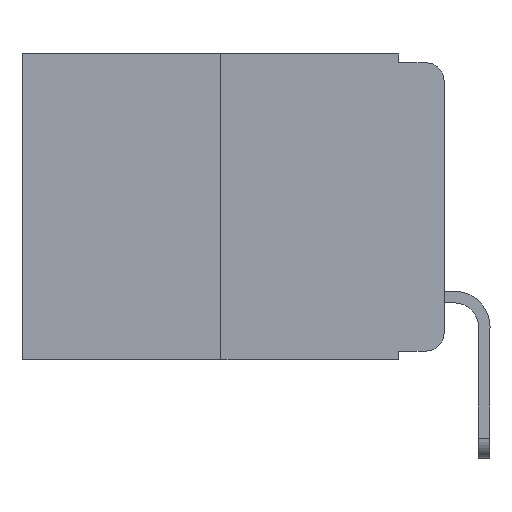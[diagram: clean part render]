
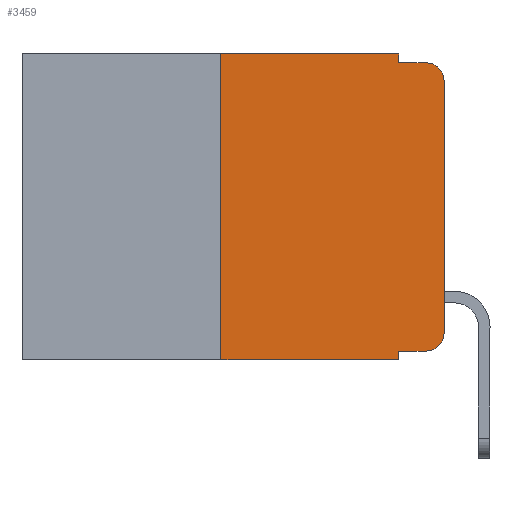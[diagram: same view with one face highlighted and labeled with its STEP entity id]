
A CAD part, left-side view. The second image highlights one B-rep face of the part: STEP entity #3459.
In plain terms, the highlighted planar face has unit normal (-1, 0, 0).
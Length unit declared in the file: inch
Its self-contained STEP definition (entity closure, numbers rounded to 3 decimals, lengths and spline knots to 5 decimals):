
#215 = VERTEX_POINT ( 'NONE', #11137 ) ;
#262 = VERTEX_POINT ( 'NONE', #9294 ) ;
#337 = DIRECTION ( 'NONE',  ( 0., -1., 0. ) ) ;
#542 = CARTESIAN_POINT ( 'NONE',  ( 0., 0., -0.03 ) ) ;
#605 = CARTESIAN_POINT ( 'NONE',  ( 0., 0.051, -0.01 ) ) ;
#1080 = VECTOR ( 'NONE', #8734, 39.37008 ) ;
#1396 = AXIS2_PLACEMENT_3D ( 'NONE', #17374, #6628, #19008 ) ;
#1522 = DIRECTION ( 'NONE',  ( 1., 0., 0. ) ) ;
#1653 = LINE ( 'NONE', #14383, #20432 ) ;
#1665 = LINE ( 'NONE', #1917, #20441 ) ;
#1731 = VERTEX_POINT ( 'NONE', #18815 ) ;
#1908 = ORIENTED_EDGE ( 'NONE', *, *, #19482, .T. ) ;
#1917 = CARTESIAN_POINT ( 'NONE',  ( 0., 0.051, -0.333 ) ) ;
#2193 = EDGE_LOOP ( 'NONE', ( #9426, #6821, #14923, #7250, #21987, #3577, #1908, #22796, #7050, #14577 ) ) ;
#3459 = ADVANCED_FACE ( 'NONE', ( #10467 ), #12977, .F. ) ;
#3577 = ORIENTED_EDGE ( 'NONE', *, *, #9580, .F. ) ;
#3914 = CARTESIAN_POINT ( 'NONE',  ( 0., 0.25, 0. ) ) ;
#3958 = CARTESIAN_POINT ( 'NONE',  ( 0., 0.051, -0.343 ) ) ;
#4170 = CARTESIAN_POINT ( 'NONE',  ( 0., 0.473, 0. ) ) ;
#5113 = VERTEX_POINT ( 'NONE', #19835 ) ;
#5554 = VERTEX_POINT ( 'NONE', #18461 ) ;
#6057 = DIRECTION ( 'NONE',  ( 0., -1., 0. ) ) ;
#6621 = LINE ( 'NONE', #15783, #1080 ) ;
#6628 = DIRECTION ( 'NONE',  ( -1., 0., 0. ) ) ;
#6821 = ORIENTED_EDGE ( 'NONE', *, *, #15964, .T. ) ;
#7050 = ORIENTED_EDGE ( 'NONE', *, *, #15759, .T. ) ;
#7229 = CARTESIAN_POINT ( 'NONE',  ( 0., 0.051, 0. ) ) ;
#7246 = VECTOR ( 'NONE', #12265, 39.37008 ) ;
#7250 = ORIENTED_EDGE ( 'NONE', *, *, #9707, .F. ) ;
#7316 = CARTESIAN_POINT ( 'NONE',  ( 0., 0.051, 0. ) ) ;
#7695 = DIRECTION ( 'NONE',  ( -1., 0., 0. ) ) ;
#7760 = VERTEX_POINT ( 'NONE', #3958 ) ;
#8734 = DIRECTION ( 'NONE',  ( 0., 0., 1. ) ) ;
#9139 = DIRECTION ( 'NONE',  ( 0., 0., -1. ) ) ;
#9211 = EDGE_CURVE ( 'NONE', #21004, #13626, #21984, .T. ) ;
#9294 = CARTESIAN_POINT ( 'NONE',  ( 0., 0.02, -0.333 ) ) ;
#9426 = ORIENTED_EDGE ( 'NONE', *, *, #15898, .T. ) ;
#9576 = EDGE_CURVE ( 'NONE', #12763, #5113, #16695, .T. ) ;
#9580 = EDGE_CURVE ( 'NONE', #5554, #21004, #6621, .T. ) ;
#9707 = EDGE_CURVE ( 'NONE', #13626, #12763, #17545, .T. ) ;
#10054 = CARTESIAN_POINT ( 'NONE',  ( 0., 0., 0. ) ) ;
#10467 = FACE_OUTER_BOUND ( 'NONE', #2193, .T. ) ;
#10984 = EDGE_CURVE ( 'NONE', #215, #7760, #1653, .T. ) ;
#11120 = EDGE_CURVE ( 'NONE', #262, #1731, #13833, .T. ) ;
#11137 = CARTESIAN_POINT ( 'NONE',  ( 0., 0.051, -0.333 ) ) ;
#11769 = AXIS2_PLACEMENT_3D ( 'NONE', #18190, #1522, #14764 ) ;
#12265 = DIRECTION ( 'NONE',  ( 0., -1., 0. ) ) ;
#12763 = VERTEX_POINT ( 'NONE', #19305 ) ;
#12977 = PLANE ( 'NONE',  #11769 ) ;
#13521 = DIRECTION ( 'NONE',  ( 0., 0., 1. ) ) ;
#13626 = VERTEX_POINT ( 'NONE', #7229 ) ;
#13718 = CARTESIAN_POINT ( 'NONE',  ( 0., 0.473, -0.343 ) ) ;
#13833 = CIRCLE ( 'NONE', #19022, 0.02 ) ;
#14383 = CARTESIAN_POINT ( 'NONE',  ( 0., 0.051, 0. ) ) ;
#14389 = VECTOR ( 'NONE', #13521, 39.37008 ) ;
#14577 = ORIENTED_EDGE ( 'NONE', *, *, #11120, .T. ) ;
#14764 = DIRECTION ( 'NONE',  ( 0., 0., -1. ) ) ;
#14923 = ORIENTED_EDGE ( 'NONE', *, *, #9576, .F. ) ;
#15759 = EDGE_CURVE ( 'NONE', #215, #262, #1665, .T. ) ;
#15783 = CARTESIAN_POINT ( 'NONE',  ( 0., 0.25, 0. ) ) ;
#15898 = EDGE_CURVE ( 'NONE', #1731, #21656, #23070, .T. ) ;
#15964 = EDGE_CURVE ( 'NONE', #21656, #5113, #21639, .T. ) ;
#16695 = LINE ( 'NONE', #605, #7246 ) ;
#17374 = CARTESIAN_POINT ( 'NONE',  ( 0., 0.02, -0.03 ) ) ;
#17412 = LINE ( 'NONE', #13718, #20631 ) ;
#17545 = LINE ( 'NONE', #7316, #21240 ) ;
#18190 = CARTESIAN_POINT ( 'NONE',  ( 0., 0.473, 0. ) ) ;
#18268 = CARTESIAN_POINT ( 'NONE',  ( 0., 0.02, -0.313 ) ) ;
#18461 = CARTESIAN_POINT ( 'NONE',  ( 0., 0.25, -0.343 ) ) ;
#18815 = CARTESIAN_POINT ( 'NONE',  ( 0., 0., -0.313 ) ) ;
#19008 = DIRECTION ( 'NONE',  ( 0., 0., -1. ) ) ;
#19022 = AXIS2_PLACEMENT_3D ( 'NONE', #18268, #7695, #19885 ) ;
#19305 = CARTESIAN_POINT ( 'NONE',  ( 0., 0.051, -0.01 ) ) ;
#19482 = EDGE_CURVE ( 'NONE', #5554, #7760, #17412, .T. ) ;
#19835 = CARTESIAN_POINT ( 'NONE',  ( 0., 0.02, -0.01 ) ) ;
#19885 = DIRECTION ( 'NONE',  ( 0., 0., -1. ) ) ;
#20432 = VECTOR ( 'NONE', #21090, 39.37008 ) ;
#20441 = VECTOR ( 'NONE', #6057, 39.37008 ) ;
#20631 = VECTOR ( 'NONE', #337, 39.37008 ) ;
#21004 = VERTEX_POINT ( 'NONE', #3914 ) ;
#21090 = DIRECTION ( 'NONE',  ( 0., 0., -1. ) ) ;
#21240 = VECTOR ( 'NONE', #9139, 39.37008 ) ;
#21505 = VECTOR ( 'NONE', #21796, 39.37008 ) ;
#21639 = CIRCLE ( 'NONE', #1396, 0.02 ) ;
#21656 = VERTEX_POINT ( 'NONE', #542 ) ;
#21796 = DIRECTION ( 'NONE',  ( 0., -1., 0. ) ) ;
#21984 = LINE ( 'NONE', #4170, #21505 ) ;
#21987 = ORIENTED_EDGE ( 'NONE', *, *, #9211, .F. ) ;
#22796 = ORIENTED_EDGE ( 'NONE', *, *, #10984, .F. ) ;
#23070 = LINE ( 'NONE', #10054, #14389 ) ;
